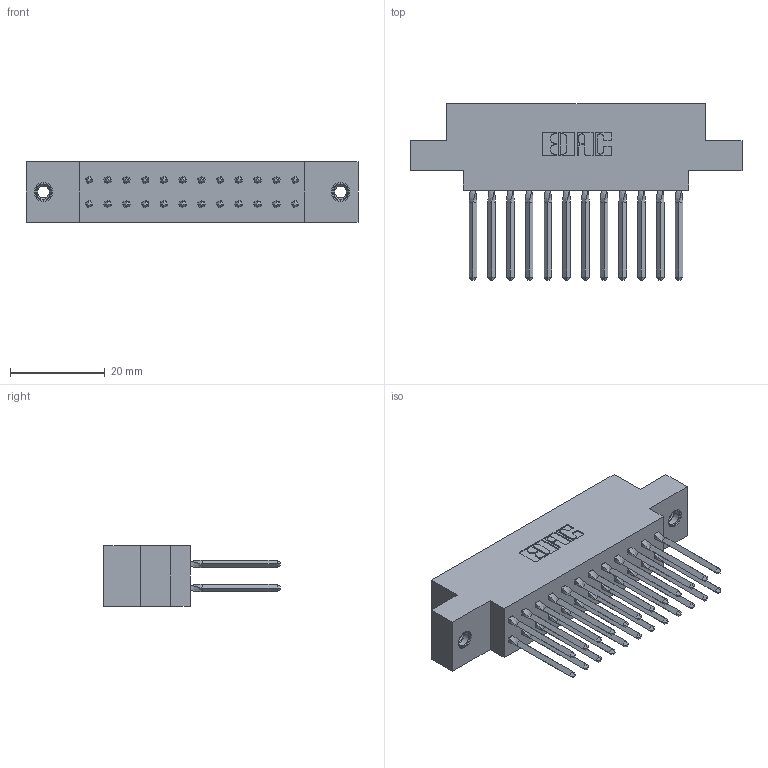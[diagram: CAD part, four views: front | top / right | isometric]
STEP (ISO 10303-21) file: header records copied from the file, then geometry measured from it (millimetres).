
FILE_DESCRIPTION (( 'STEP AP203' ), '1' );
FILE_NAME ('317-024-540-807.STEP', '2020-02-27T18:06:53', ( '' ), ( '' ), 'SwSTEP 2.0', 'SolidWorks 2016', '' );
FILE_SCHEMA (( 'CONFIG_CONTROL_DESIGN' ));
Length unit declared in the file: inch
Products named in the file (4): 317-024-540-807; 345-250-001_345-250-005-103; 317 Part_.156 Dia - TI; 317-290-001_540
Assembly tree (27 placements, depth 2):
  317-024-540-807
    317 Part_.156 Dia - TI
    317-290-001_540  x24
    345-250-001_345-250-005-103  x2
Bounding box: 70.26 x 37.34 x 12.7 mm (x, y, z)
Volume: 10763.4 mm3; surface area: 14950.7 mm2
Topology: 27 solids, 27 shells, 2298 faces, 6339 edges, 4082 vertices
Faces by surface type: plane 1842, cylinder 344, bspline 96, cone 12, torus 4
Entity records: 22717 total; most frequent: CARTESIAN_POINT 4346, ORIENTED_EDGE 3838, DIRECTION 3247, EDGE_CURVE 1919, LINE 1643, VECTOR 1643, VERTEX_POINT 1269, AXIS2_PLACEMENT_3D 802
